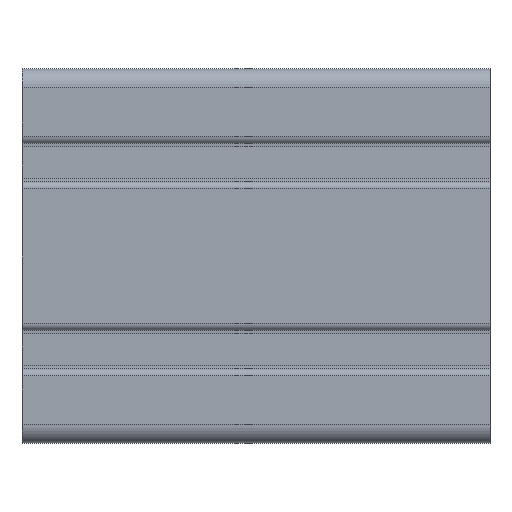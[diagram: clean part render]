
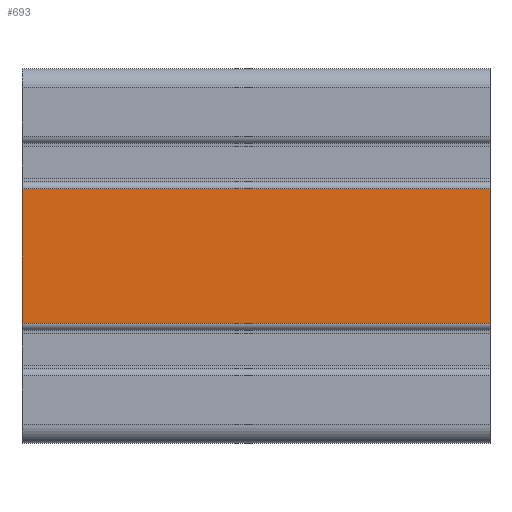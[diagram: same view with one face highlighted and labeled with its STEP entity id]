
A CAD part, left-side view. The second image highlights one B-rep face of the part: STEP entity #693.
In plain terms, the highlighted planar face has unit normal (-1, 0, 0).
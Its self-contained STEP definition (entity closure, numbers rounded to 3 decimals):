
#693 = ADVANCED_FACE( '', ( #1539 ), #1540, .T. );
#1539 = FACE_OUTER_BOUND( '', #2514, .T. );
#1540 = PLANE( '', #2515 );
#2514 = EDGE_LOOP( '', ( #4960, #4961, #4962, #4963 ) );
#2515 = AXIS2_PLACEMENT_3D( '', #4964, #4965, #4966 );
#4960 = ORIENTED_EDGE( '', *, *, #6687, .F. );
#4961 = ORIENTED_EDGE( '', *, *, #6138, .F. );
#4962 = ORIENTED_EDGE( '', *, *, #6993, .T. );
#4963 = ORIENTED_EDGE( '', *, *, #7119, .T. );
#4964 = CARTESIAN_POINT( '', ( -40., 100., 14.4 ) );
#4965 = DIRECTION( '', ( -1., 0., 0. ) );
#4966 = DIRECTION( '', ( 0., 0., 1. ) );
#6138 = EDGE_CURVE( '', #7449, #7445, #7451, .T. );
#6687 = EDGE_CURVE( '', #7445, #8373, #8374, .T. );
#6993 = EDGE_CURVE( '', #7449, #8861, #8863, .T. );
#7119 = EDGE_CURVE( '', #8861, #8373, #8996, .T. );
#7445 = VERTEX_POINT( '', #9358 );
#7449 = VERTEX_POINT( '', #9363 );
#7451 = LINE( '', #9365, #9366 );
#8373 = VERTEX_POINT( '', #10576 );
#8374 = LINE( '', #10577, #10578 );
#8861 = VERTEX_POINT( '', #11220 );
#8863 = LINE( '', #11222, #11223 );
#8996 = LINE( '', #11419, #11420 );
#9358 = CARTESIAN_POINT( '', ( -40., 0., 14.4 ) );
#9363 = CARTESIAN_POINT( '', ( -40., 100., 14.4 ) );
#9365 = CARTESIAN_POINT( '', ( -40., 100., 14.4 ) );
#9366 = VECTOR( '', #11777, 1000. );
#10576 = CARTESIAN_POINT( '', ( -40., 0., -14.4 ) );
#10577 = CARTESIAN_POINT( '', ( -40., 0., 14.4 ) );
#10578 = VECTOR( '', #12531, 1000. );
#11220 = CARTESIAN_POINT( '', ( -40., 100., -14.4 ) );
#11222 = CARTESIAN_POINT( '', ( -40., 100., 14.4 ) );
#11223 = VECTOR( '', #13125, 1000. );
#11419 = CARTESIAN_POINT( '', ( -40., 100., -14.4 ) );
#11420 = VECTOR( '', #13216, 1000. );
#11777 = DIRECTION( '', ( 0., -1., 0. ) );
#12531 = DIRECTION( '', ( 0., 0., -1. ) );
#13125 = DIRECTION( '', ( 0., 0., -1. ) );
#13216 = DIRECTION( '', ( 0., -1., 0. ) );
